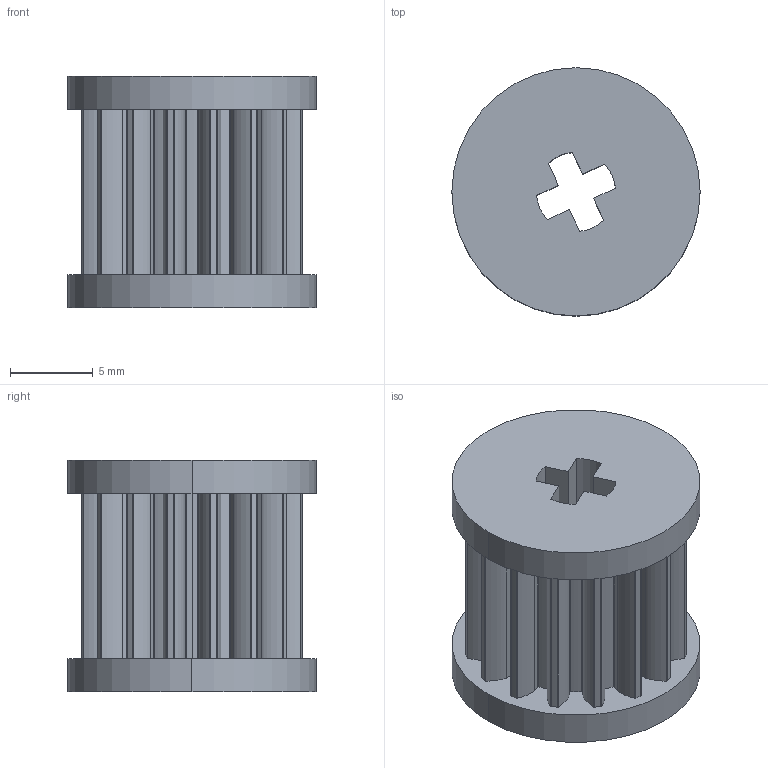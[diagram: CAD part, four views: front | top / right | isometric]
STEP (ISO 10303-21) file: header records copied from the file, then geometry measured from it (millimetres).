
FILE_DESCRIPTION (( 'STEP AP203' ), '1' );
FILE_NAME ('Servo Pinion.STEP', '2023-07-20T13:14:48', ( '' ), ( '' ), 'SwSTEP 2.0', 'SolidWorks 2023', '' );
FILE_SCHEMA (( 'CONFIG_CONTROL_DESIGN' ));
Length unit declared in the file: millimetre
Products named in the file (1): Servo Pinion
Bounding box: 15 x 15 x 14 mm (x, y, z)
Volume: 1629.1 mm3; surface area: 1676.5 mm2
Topology: 1 solids, 1 shells, 195 faces, 573 edges, 382 vertices
Faces by surface type: cylinder 119, plane 44, bspline 32
Entity records: 7626 total; most frequent: CARTESIAN_POINT 2335, ORIENTED_EDGE 1146, DIRECTION 1075, EDGE_CURVE 573, AXIS2_PLACEMENT_3D 402, VERTEX_POINT 382, LINE 271, VECTOR 271
